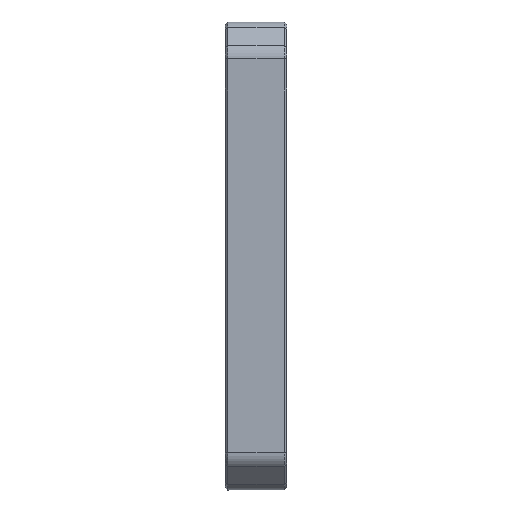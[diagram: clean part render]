
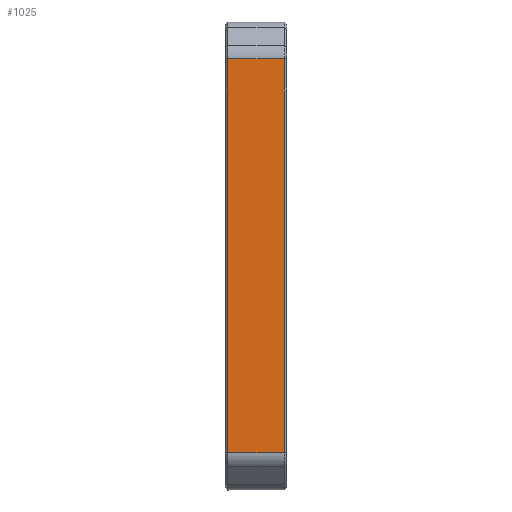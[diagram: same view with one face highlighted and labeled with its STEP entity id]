
A CAD part, top view. The second image highlights one B-rep face of the part: STEP entity #1025.
In plain terms, the highlighted planar face has unit normal (0, 0, 1).
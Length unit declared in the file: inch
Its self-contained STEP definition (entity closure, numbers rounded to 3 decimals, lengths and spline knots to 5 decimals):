
#56 = DIRECTION ( 'NONE',  ( 0., 0., 1. ) ) ;
#330 = CARTESIAN_POINT ( 'NONE',  ( 7.27624, 2.72643, 3.93701 ) ) ;
#482 = LINE ( 'NONE', #2392, #2435 ) ;
#929 = PLANE ( 'NONE',  #3027 ) ;
#1025 = ADVANCED_FACE ( 'NONE', ( #3250 ), #929, .T. ) ;
#1053 = VECTOR ( 'NONE', #2495, 39.37008 ) ;
#1071 = VERTEX_POINT ( 'NONE', #330 ) ;
#1175 = CARTESIAN_POINT ( 'NONE',  ( 7.27624, 1.65354, 3.93701 ) ) ;
#1213 = ORIENTED_EDGE ( 'NONE', *, *, #3649, .T. ) ;
#1286 = CARTESIAN_POINT ( 'NONE',  ( 6.52009, 1.65354, 3.93701 ) ) ;
#1489 = ORIENTED_EDGE ( 'NONE', *, *, #2279, .T. ) ;
#1512 = EDGE_CURVE ( 'NONE', #3066, #3003, #4144, .T. ) ;
#1527 = DIRECTION ( 'NONE',  ( 0., 1., 0. ) ) ;
#1566 = VECTOR ( 'NONE', #3853, 39.37008 ) ;
#1588 = EDGE_CURVE ( 'NONE', #4055, #1071, #3075, .T. ) ;
#1597 = CARTESIAN_POINT ( 'NONE',  ( 7.27624, -2.56895, 3.93701 ) ) ;
#1805 = EDGE_LOOP ( 'NONE', ( #1213, #3920, #1489, #2125 ) ) ;
#2108 = CARTESIAN_POINT ( 'NONE',  ( 6.51197, 2.72643, 3.93701 ) ) ;
#2120 = DIRECTION ( 'NONE',  ( -1., 0., 0. ) ) ;
#2125 = ORIENTED_EDGE ( 'NONE', *, *, #1512, .T. ) ;
#2243 = DIRECTION ( 'NONE',  ( 1., 0., 0. ) ) ;
#2279 = EDGE_CURVE ( 'NONE', #1071, #3066, #482, .T. ) ;
#2392 = CARTESIAN_POINT ( 'NONE',  ( 6.52009, 2.72643, 3.93701 ) ) ;
#2435 = VECTOR ( 'NONE', #2120, 39.37008 ) ;
#2495 = DIRECTION ( 'NONE',  ( 1., 0., 0. ) ) ;
#2548 = CARTESIAN_POINT ( 'NONE',  ( 6.51197, -2.56895, 3.93701 ) ) ;
#2809 = LINE ( 'NONE', #3819, #1053 ) ;
#2966 = VECTOR ( 'NONE', #1527, 39.37008 ) ;
#3003 = VERTEX_POINT ( 'NONE', #3580 ) ;
#3027 = AXIS2_PLACEMENT_3D ( 'NONE', #1286, #56, #2243 ) ;
#3066 = VERTEX_POINT ( 'NONE', #2108 ) ;
#3075 = LINE ( 'NONE', #1175, #2966 ) ;
#3250 = FACE_OUTER_BOUND ( 'NONE', #1805, .T. ) ;
#3580 = CARTESIAN_POINT ( 'NONE',  ( 6.51197, -2.56895, 3.93701 ) ) ;
#3649 = EDGE_CURVE ( 'NONE', #3003, #4055, #2809, .T. ) ;
#3819 = CARTESIAN_POINT ( 'NONE',  ( 6.52009, -2.56895, 3.93701 ) ) ;
#3853 = DIRECTION ( 'NONE',  ( 0., -1., 0. ) ) ;
#3920 = ORIENTED_EDGE ( 'NONE', *, *, #1588, .T. ) ;
#4055 = VERTEX_POINT ( 'NONE', #1597 ) ;
#4144 = LINE ( 'NONE', #2548, #1566 ) ;
